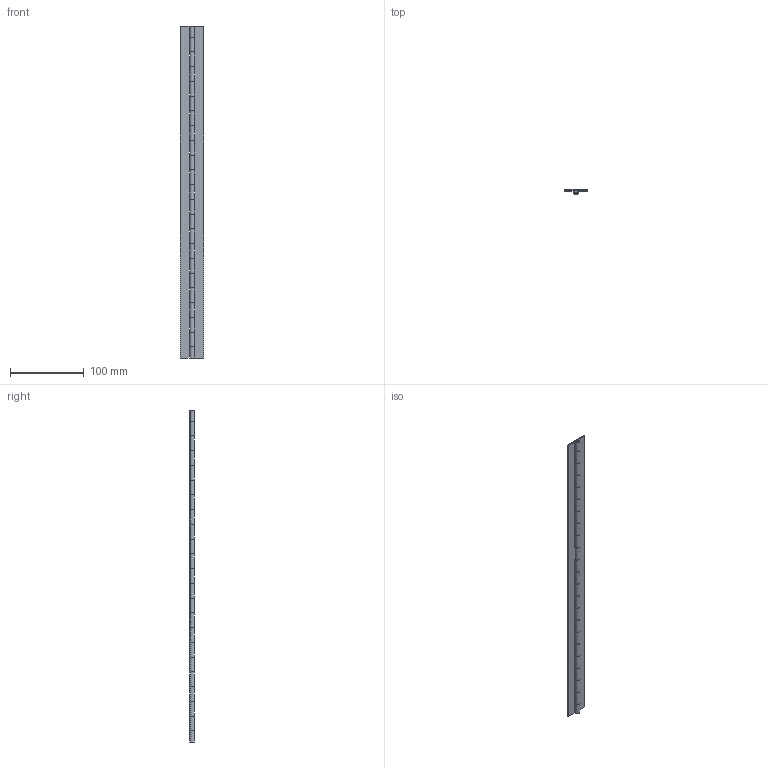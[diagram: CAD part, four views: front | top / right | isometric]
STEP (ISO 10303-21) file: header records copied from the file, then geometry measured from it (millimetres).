
FILE_DESCRIPTION((''),'2;1');
FILE_NAME('','2005-04-20T10:08:57',(''),(''),'','CADfix','');
FILE_SCHEMA(('AUTOMOTIVE_DESIGN'));
Length unit declared in the file: millimetre
Products named in the file (4): shaft; hinge piece_B; hinge piece_A; TH_76SUS_6_15711_36
Assembly tree (3 placements, depth 2):
  TH_76SUS_6_15711_36
    shaft
    hinge piece_B
    hinge piece_A
Bounding box: 32 x 6.5 x 450 mm (x, y, z)
Volume: 32119.7 mm3; surface area: 45970.3 mm2
Topology: 3 solids, 3 shells, 150 faces, 436 edges, 292 vertices
Faces by surface type: bspline 150
Entity records: 5505 total; most frequent: CARTESIAN_POINT 2910, ORIENTED_EDGE 872, EDGE_CURVE 436, QUASI_UNIFORM_CURVE 336, VERTEX_POINT 292, EDGE_LOOP 150, FACE_OUTER_BOUND 150, ADVANCED_FACE 150
